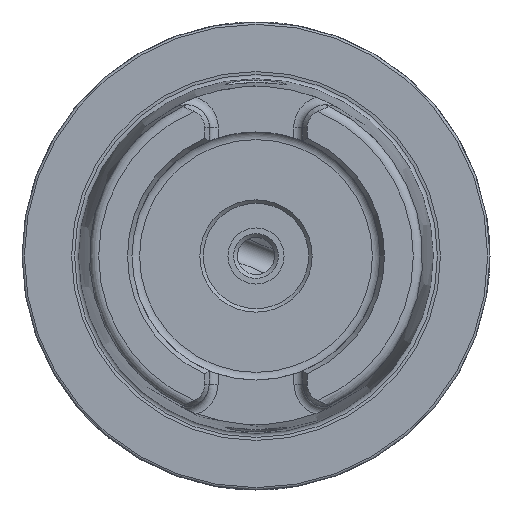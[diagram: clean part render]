
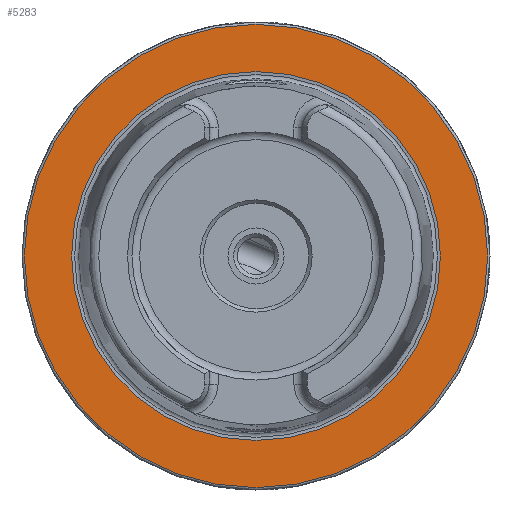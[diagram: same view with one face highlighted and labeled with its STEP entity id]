
A CAD part, left-side view. The second image highlights one B-rep face of the part: STEP entity #5283.
In plain terms, the highlighted planar face has unit normal (-1, 0, 0).
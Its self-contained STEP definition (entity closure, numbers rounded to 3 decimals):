
#723 = CARTESIAN_POINT ( 'NONE',  ( 0., 0., 39.405 ) ) ;
#1035 = CARTESIAN_POINT ( 'NONE',  ( 0., 0., 49.5 ) ) ;
#1480 = CIRCLE ( 'NONE', #1785, 39.405 ) ;
#1785 = AXIS2_PLACEMENT_3D ( 'NONE', #6628, #14929, #7847 ) ;
#3067 = EDGE_LOOP ( 'NONE', ( #5570 ) ) ;
#4069 = DIRECTION ( 'NONE',  ( 1., 0., 0. ) ) ;
#4341 = CIRCLE ( 'NONE', #5729, 49.5 ) ;
#5030 = DIRECTION ( 'NONE',  ( 0., 0., 1. ) ) ;
#5283 = ADVANCED_FACE ( 'NONE', ( #7324, #13785 ), #8677, .F. ) ;
#5382 = DIRECTION ( 'NONE',  ( 0., 0., -1. ) ) ;
#5570 = ORIENTED_EDGE ( 'NONE', *, *, #10726, .T. ) ;
#5729 = AXIS2_PLACEMENT_3D ( 'NONE', #11637, #6903, #5030 ) ;
#5927 = EDGE_LOOP ( 'NONE', ( #10452 ) ) ;
#5975 = VERTEX_POINT ( 'NONE', #1035 ) ;
#6628 = CARTESIAN_POINT ( 'NONE',  ( 0., 0., 0. ) ) ;
#6866 = EDGE_CURVE ( 'NONE', #14506, #14506, #1480, .T. ) ;
#6903 = DIRECTION ( 'NONE',  ( -1., 0., 0. ) ) ;
#7324 = FACE_BOUND ( 'NONE', #5927, .T. ) ;
#7503 = CARTESIAN_POINT ( 'NONE',  ( 0., 49.5, 0. ) ) ;
#7847 = DIRECTION ( 'NONE',  ( 0., 0., 1. ) ) ;
#8677 = PLANE ( 'NONE',  #10472 ) ;
#10452 = ORIENTED_EDGE ( 'NONE', *, *, #6866, .F. ) ;
#10472 = AXIS2_PLACEMENT_3D ( 'NONE', #7503, #4069, #5382 ) ;
#10726 = EDGE_CURVE ( 'NONE', #5975, #5975, #4341, .T. ) ;
#11637 = CARTESIAN_POINT ( 'NONE',  ( 0., 0., 0. ) ) ;
#13785 = FACE_OUTER_BOUND ( 'NONE', #3067, .T. ) ;
#14506 = VERTEX_POINT ( 'NONE', #723 ) ;
#14929 = DIRECTION ( 'NONE',  ( -1., 0., 0. ) ) ;
